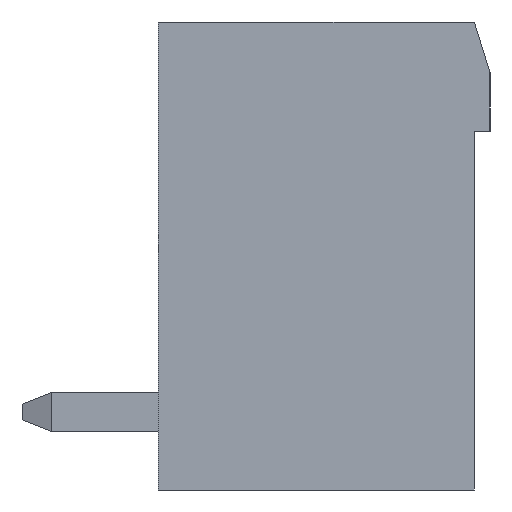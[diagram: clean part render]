
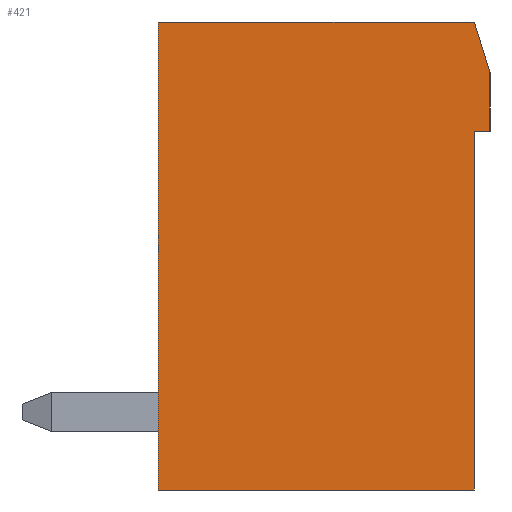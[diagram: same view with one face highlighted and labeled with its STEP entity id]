
A CAD part, left-side view. The second image highlights one B-rep face of the part: STEP entity #421.
In plain terms, the highlighted planar face has unit normal (-1, 0, 0).
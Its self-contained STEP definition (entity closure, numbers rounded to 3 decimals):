
#421=ADVANCED_FACE('',(#978),#979,.T.);
#978=FACE_OUTER_BOUND('',#1684,.T.);
#979=PLANE('',#1685);
#1684=EDGE_LOOP('',(#2837,#2838,#2839,#2840,#2841,#2842,#2843));
#1685=AXIS2_PLACEMENT_3D('',#2844,#2845,#2846);
#2837=ORIENTED_EDGE('',*,*,#4535,.T.);
#2838=ORIENTED_EDGE('',*,*,#4536,.T.);
#2839=ORIENTED_EDGE('',*,*,#4537,.T.);
#2840=ORIENTED_EDGE('',*,*,#4538,.T.);
#2841=ORIENTED_EDGE('',*,*,#4539,.T.);
#2842=ORIENTED_EDGE('',*,*,#4540,.T.);
#2843=ORIENTED_EDGE('',*,*,#4541,.T.);
#2844=CARTESIAN_POINT('',(-11.16,0.0,0.0));
#2845=DIRECTION('',(-1.0,0.0,0.0));
#2846=DIRECTION('',(0.0,0.0,1.0));
#4535=EDGE_CURVE('',#5524,#5525,#5526,.T.);
#4536=EDGE_CURVE('',#5525,#5527,#5528,.T.);
#4537=EDGE_CURVE('',#5527,#5529,#5530,.T.);
#4538=EDGE_CURVE('',#5529,#5531,#5532,.T.);
#4539=EDGE_CURVE('',#5531,#5533,#5534,.T.);
#4540=EDGE_CURVE('',#5533,#5535,#5536,.T.);
#4541=EDGE_CURVE('',#5535,#5524,#5537,.T.);
#5524=VERTEX_POINT('',#6933);
#5525=VERTEX_POINT('',#6934);
#5526=LINE('',#6935,#6936);
#5527=VERTEX_POINT('',#6937);
#5528=LINE('',#6938,#6939);
#5529=VERTEX_POINT('',#6940);
#5530=LINE('',#6941,#6942);
#5531=VERTEX_POINT('',#6943);
#5532=LINE('',#6944,#6945);
#5533=VERTEX_POINT('',#6946);
#5534=LINE('',#6947,#6948);
#5535=VERTEX_POINT('',#6949);
#5536=LINE('',#6950,#6951);
#5537=LINE('',#6952,#6953);
#6933=CARTESIAN_POINT('',(-11.16,-4.45,4.7));
#6934=CARTESIAN_POINT('',(-11.16,-4.05,6.0));
#6935=CARTESIAN_POINT('',(-11.16,-4.45,4.7));
#6936=VECTOR('',#8287,1000.0);
#6937=CARTESIAN_POINT('',(-11.16,4.05,6.0));
#6938=CARTESIAN_POINT('',(-11.16,-4.05,6.0));
#6939=VECTOR('',#8288,1000.0);
#6940=CARTESIAN_POINT('',(-11.16,4.05,-6.0));
#6941=CARTESIAN_POINT('',(-11.16,4.05,6.0));
#6942=VECTOR('',#8289,1000.0);
#6943=CARTESIAN_POINT('',(-11.16,-4.05,-6.0));
#6944=CARTESIAN_POINT('',(-11.16,4.05,-6.0));
#6945=VECTOR('',#8290,1000.0);
#6946=CARTESIAN_POINT('',(-11.16,-4.05,3.2));
#6947=CARTESIAN_POINT('',(-11.16,-4.05,-6.0));
#6948=VECTOR('',#8291,1000.0);
#6949=CARTESIAN_POINT('',(-11.16,-4.45,3.2));
#6950=CARTESIAN_POINT('',(-11.16,-4.05,3.2));
#6951=VECTOR('',#8292,1000.0);
#6952=CARTESIAN_POINT('',(-11.16,-4.45,3.2));
#6953=VECTOR('',#8293,1000.0);
#8287=DIRECTION('',(0.0,0.294,0.956));
#8288=DIRECTION('',(0.0,1.0,0.0));
#8289=DIRECTION('',(0.0,0.,-1.0));
#8290=DIRECTION('',(0.0,-1.0,0.0));
#8291=DIRECTION('',(0.0,0.0,1.0));
#8292=DIRECTION('',(0.0,-1.0,0.0));
#8293=DIRECTION('',(0.0,0.0,1.0));
